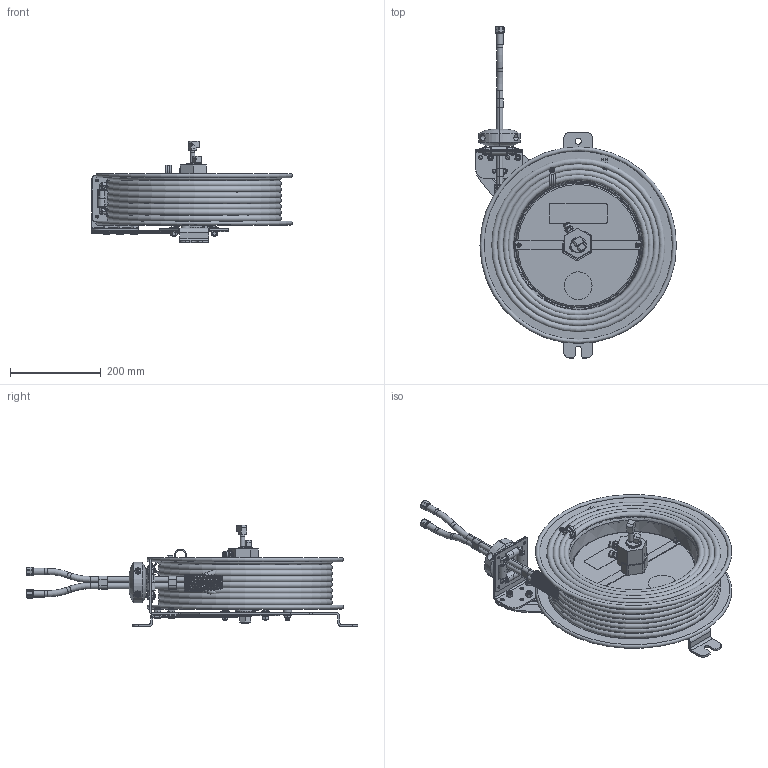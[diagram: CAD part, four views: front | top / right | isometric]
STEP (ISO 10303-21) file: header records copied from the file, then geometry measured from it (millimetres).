
FILE_DESCRIPTION(/* description */ (''),/* implementation_level */ '2;1');
FILE_NAME(/* name */ 'EZ-SG17W-150_SHARED.stp',/* time_stamp */ '2020-03-06T09:42:47-07:00',/* author */ ('NMelton'),/* organization */ (''),/* preprocessor_version */ 'ST-DEVELOPER v17',/* originating_system */ 'Autodesk Inventor 2019',/* authorisation */ '');
FILE_SCHEMA (('AUTOMOTIVE_DESIGN { 1 0 10303 214 3 1 1 }'));
Products named in the file (1): EZ-SG17W-150_SHARED
Bounding box: 441.48 x 729.47 x 222.66 mm (x, y, z)
Volume: 2190274.9 mm3; surface area: 1590357.1 mm2
Topology: 14 solids, 295 shells, 1788 faces, 9641 edges, 7988 vertices
Faces by surface type: plane 964, cylinder 422, cone 174, torus 117, bspline 77, sphere 34
Full cylindrical faces by diameter (mm): 1.93 x2, 3.81 x2, 3.962 x1, 4.699 x3, 4.75 x1, 4.826 x5, 5.08 x1, 5.556 x2, 5.575 x1, 5.588 x1, 6.35 x4, 7.112 x3, 7.925 x1, 7.938 x3, 8.636 x3, 8.733 x4, 8.89 x3, 10.312 x1, 11.43 x3, 11.557 x4, 12.192 x8, 13.081 x2, 13.492 x1, 13.494 x8, 14.287 x2, 14.605 x2, 15.875 x1, 17.145 x4, 19.05 x5, 28.575 x1
Entity records: 116894 total; most frequent: CARTESIAN_POINT 45226, ORIENTED_EDGE 12700, DIRECTION 12519, EDGE_CURVE 9610, VERTEX_POINT 7988, LINE 5259, VECTOR 5259, AXIS2_PLACEMENT_3D 3630
